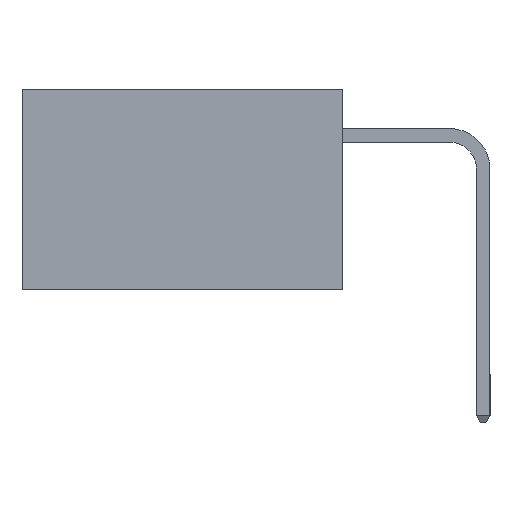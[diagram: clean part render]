
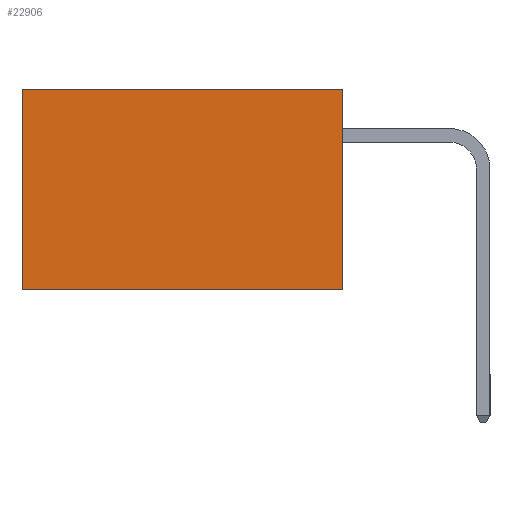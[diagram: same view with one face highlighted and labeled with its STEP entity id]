
A CAD part, left-side view. The second image highlights one B-rep face of the part: STEP entity #22906.
In plain terms, the highlighted planar face has unit normal (-1, 0, 0).
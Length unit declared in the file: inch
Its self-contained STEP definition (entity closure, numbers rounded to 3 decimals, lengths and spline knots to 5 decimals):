
#192 = ORIENTED_EDGE ( 'NONE', *, *, #8024, .T. ) ;
#1207 = ORIENTED_EDGE ( 'NONE', *, *, #14694, .F. ) ;
#2646 = CARTESIAN_POINT ( 'NONE',  ( 0.277, 0., -0.37 ) ) ;
#3358 = VECTOR ( 'NONE', #18630, 39.37008 ) ;
#3409 = CARTESIAN_POINT ( 'NONE',  ( 0.277, 0., -0.37 ) ) ;
#3618 = ORIENTED_EDGE ( 'NONE', *, *, #9138, .F. ) ;
#3871 = DIRECTION ( 'NONE',  ( 0., 1., 0. ) ) ;
#4948 = AXIS2_PLACEMENT_3D ( 'NONE', #18409, #7130, #20241 ) ;
#5003 = CARTESIAN_POINT ( 'NONE',  ( 0.277, 0., 0. ) ) ;
#5094 = LINE ( 'NONE', #2646, #23729 ) ;
#5258 = VERTEX_POINT ( 'NONE', #7033 ) ;
#7033 = CARTESIAN_POINT ( 'NONE',  ( 0.277, 0.59, 0. ) ) ;
#7130 = DIRECTION ( 'NONE',  ( 1., 0., 0. ) ) ;
#7248 = VERTEX_POINT ( 'NONE', #11130 ) ;
#8024 = EDGE_CURVE ( 'NONE', #17941, #5258, #13311, .T. ) ;
#8316 = VECTOR ( 'NONE', #3871, 39.37008 ) ;
#9138 = EDGE_CURVE ( 'NONE', #13030, #7248, #18548, .T. ) ;
#11130 = CARTESIAN_POINT ( 'NONE',  ( 0.277, 0.59, -0.37 ) ) ;
#11265 = CARTESIAN_POINT ( 'NONE',  ( 0.277, 0., 0. ) ) ;
#11358 = CARTESIAN_POINT ( 'NONE',  ( 0.277, 0.59, -0.37 ) ) ;
#11448 = DIRECTION ( 'NONE',  ( 0., 0., -1. ) ) ;
#13030 = VERTEX_POINT ( 'NONE', #13043 ) ;
#13043 = CARTESIAN_POINT ( 'NONE',  ( 0.277, 0., -0.37 ) ) ;
#13196 = EDGE_CURVE ( 'NONE', #5258, #7248, #20335, .T. ) ;
#13311 = LINE ( 'NONE', #11265, #8316 ) ;
#14181 = DIRECTION ( 'NONE',  ( 0., 0., -1. ) ) ;
#14694 = EDGE_CURVE ( 'NONE', #17941, #13030, #5094, .T. ) ;
#15452 = VECTOR ( 'NONE', #11448, 39.37008 ) ;
#16851 = EDGE_LOOP ( 'NONE', ( #18058, #3618, #1207, #192 ) ) ;
#17325 = FACE_OUTER_BOUND ( 'NONE', #16851, .T. ) ;
#17941 = VERTEX_POINT ( 'NONE', #5003 ) ;
#18058 = ORIENTED_EDGE ( 'NONE', *, *, #13196, .T. ) ;
#18409 = CARTESIAN_POINT ( 'NONE',  ( 0.277, 0., -0.37 ) ) ;
#18548 = LINE ( 'NONE', #3409, #3358 ) ;
#18630 = DIRECTION ( 'NONE',  ( 0., 1., 0. ) ) ;
#20241 = DIRECTION ( 'NONE',  ( 0., 0., -1. ) ) ;
#20335 = LINE ( 'NONE', #11358, #15452 ) ;
#21848 = PLANE ( 'NONE',  #4948 ) ;
#22906 = ADVANCED_FACE ( 'NONE', ( #17325 ), #21848, .F. ) ;
#23729 = VECTOR ( 'NONE', #14181, 39.37008 ) ;
